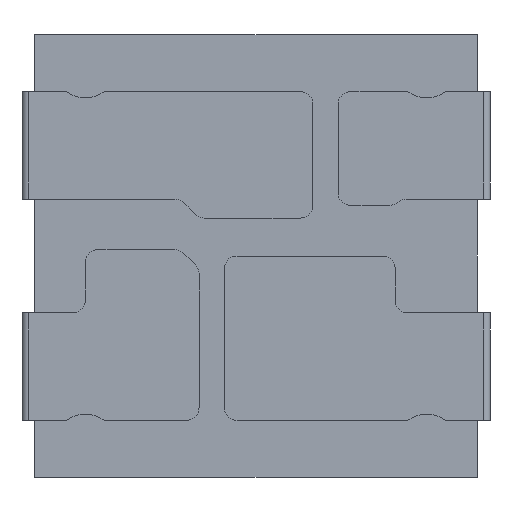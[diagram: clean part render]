
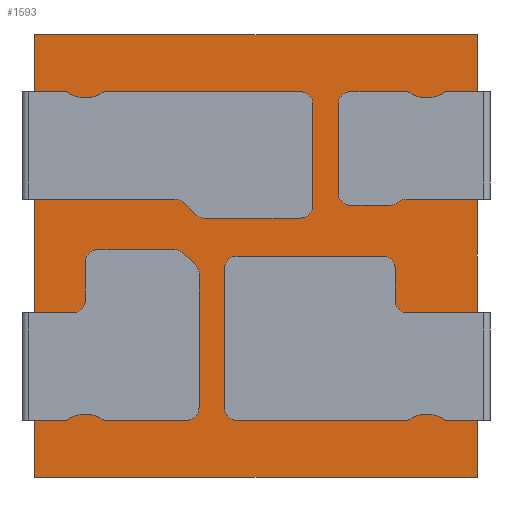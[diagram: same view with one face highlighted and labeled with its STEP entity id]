
A CAD part, front view. The second image highlights one B-rep face of the part: STEP entity #1593.
In plain terms, the highlighted planar face has unit normal (0, -1, 0).
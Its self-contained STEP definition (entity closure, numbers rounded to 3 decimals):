
#131=FACE_OUTER_BOUND('',#226,.T.);
#226=EDGE_LOOP('',(#1099,#1100,#1101,#1102));
#324=LINE('',#2363,#499);
#327=LINE('',#2368,#502);
#329=LINE('',#2372,#504);
#331=LINE('',#2375,#506);
#499=VECTOR('',#1877,10.);
#502=VECTOR('',#1882,10.);
#504=VECTOR('',#1886,10.);
#506=VECTOR('',#1890,10.);
#670=VERTEX_POINT('',#2361);
#671=VERTEX_POINT('',#2362);
#672=VERTEX_POINT('',#2367);
#673=VERTEX_POINT('',#2371);
#832=EDGE_CURVE('',#670,#671,#324,.T.);
#835=EDGE_CURVE('',#671,#672,#327,.T.);
#837=EDGE_CURVE('',#672,#673,#329,.T.);
#839=EDGE_CURVE('',#673,#670,#331,.T.);
#1099=ORIENTED_EDGE('',*,*,#839,.T.);
#1100=ORIENTED_EDGE('',*,*,#832,.T.);
#1101=ORIENTED_EDGE('',*,*,#835,.T.);
#1102=ORIENTED_EDGE('',*,*,#837,.T.);
#1529=PLANE('',#1695);
#1593=ADVANCED_FACE('',(#131),#1529,.F.);
#1695=AXIS2_PLACEMENT_3D('',#2376,#1891,#1892);
#1877=DIRECTION('',(0.,0.,-1.));
#1882=DIRECTION('',(1.,0.,0.));
#1886=DIRECTION('',(0.,0.,1.));
#1890=DIRECTION('',(-1.,0.,0.));
#1891=DIRECTION('center_axis',(0.,1.,0.));
#1892=DIRECTION('ref_axis',(1.,0.,0.));
#2361=CARTESIAN_POINT('',(-1.75,0.,1.75));
#2362=CARTESIAN_POINT('',(-1.75,0.,-1.75));
#2363=CARTESIAN_POINT('',(-1.75,0.,1.75));
#2367=CARTESIAN_POINT('',(1.75,0.,-1.75));
#2368=CARTESIAN_POINT('',(-1.75,0.,-1.75));
#2371=CARTESIAN_POINT('',(1.75,0.,1.75));
#2372=CARTESIAN_POINT('',(1.75,0.,-1.75));
#2375=CARTESIAN_POINT('',(1.75,0.,1.75));
#2376=CARTESIAN_POINT('Origin',(0.,0.,0.));
